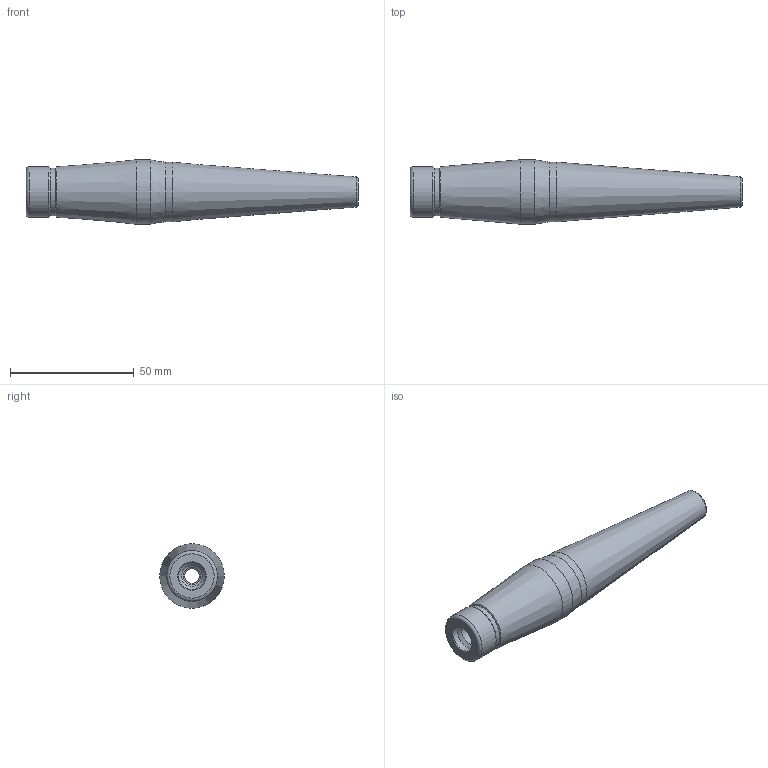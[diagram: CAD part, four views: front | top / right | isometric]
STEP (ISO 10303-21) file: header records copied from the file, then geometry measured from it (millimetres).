
FILE_DESCRIPTION(/* description */ (''),/* implementation_level */ '2;1');
FILE_NAME(/* name */ 'MCS12-SF6-3.5.step',/* time_stamp */ '2026-01-05T16:14:08-06:00',/* author */ (''),/* organization */ (''),/* preprocessor_version */ 'ST-DEVELOPER v20.1',/* originating_system */ 'Autodesk Translation Framework v14.21.0.0',/* authorisation */ '');
FILE_SCHEMA (('AUTOMOTIVE_DESIGN { 1 0 10303 214 3 1 1 }'));
Length unit declared in the file: inch
Products named in the file (3): MCS12-SF6-3.5 (2); MCS12-SF6-3.5 (1); MCS12-SF6-3.5
Assembly tree (2 placements, depth 3):
  MCS12-SF6-3.5 (2)
    MCS12-SF6-3.5 (1)
      MCS12-SF6-3.5
Bounding box: 134.09 x 26.04 x 26.04 mm (x, y, z)
Volume: 38781.3 mm3; surface area: 12133.5 mm2
Topology: 1 solids, 1 shells, 22 faces, 46 edges, 26 vertices
Faces by surface type: cone 10, cylinder 8, plane 2, torus 2
Full cylindrical faces by diameter (mm): 6 x1, 7.016 x1, 8.5 x1, 10.973 x1, 19.304 x1, 20.485 x1, 24.079 x1, 26.035 x1
Entity records: 672 total; most frequent: DIRECTION 128, CARTESIAN_POINT 99, ORIENTED_EDGE 92, AXIS2_PLACEMENT_3D 55, EDGE_CURVE 46, CIRCLE 28, VERTEX_POINT 26, EDGE_LOOP 24
